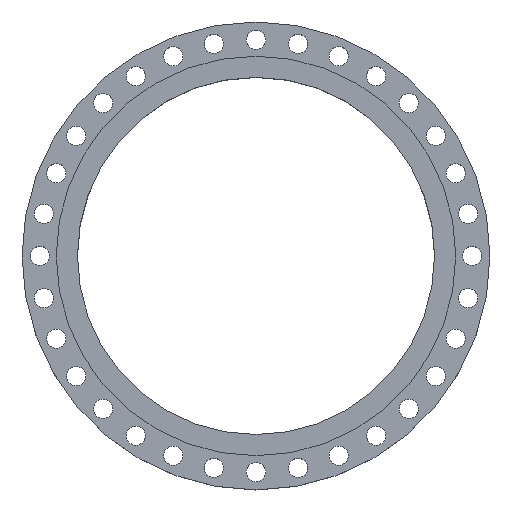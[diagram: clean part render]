
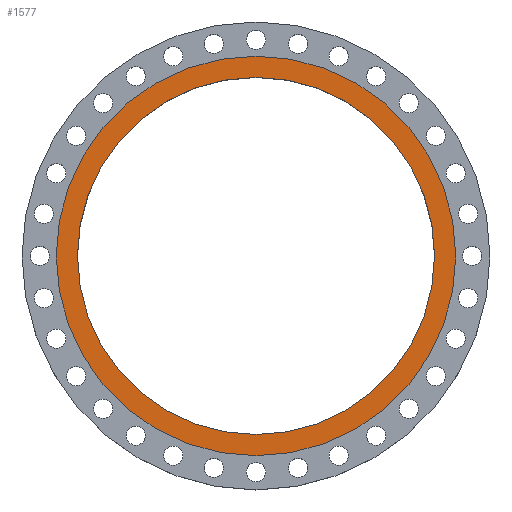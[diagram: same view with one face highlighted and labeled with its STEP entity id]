
A CAD part, top view. The second image highlights one B-rep face of the part: STEP entity #1577.
In plain terms, the highlighted planar face has unit normal (0, 0, 1).
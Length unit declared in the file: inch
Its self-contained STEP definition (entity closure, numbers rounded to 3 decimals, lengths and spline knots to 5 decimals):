
#135 = ORIENTED_EDGE ( 'NONE', *, *, #1321, .F. ) ;
#173 = DIRECTION ( 'NONE',  ( 1., 0., 0. ) ) ;
#247 = ORIENTED_EDGE ( 'NONE', *, *, #925, .T. ) ;
#262 = DIRECTION ( 'NONE',  ( 0., 0., 1. ) ) ;
#345 = CARTESIAN_POINT ( 'NONE',  ( -18.25, 0., 0. ) ) ;
#353 = AXIS2_PLACEMENT_3D ( 'NONE', #1101, #2238, #1132 ) ;
#366 = EDGE_CURVE ( 'NONE', #945, #870, #1737, .T. ) ;
#464 = FACE_OUTER_BOUND ( 'NONE', #2364, .T. ) ;
#547 = CARTESIAN_POINT ( 'NONE',  ( 0., 0., 0. ) ) ;
#576 = CARTESIAN_POINT ( 'NONE',  ( 16.3125, 0., 0. ) ) ;
#586 = CARTESIAN_POINT ( 'NONE',  ( -16.3125, 0., 0. ) ) ;
#685 = EDGE_LOOP ( 'NONE', ( #1917, #135 ) ) ;
#758 = VERTEX_POINT ( 'NONE', #576 ) ;
#870 = VERTEX_POINT ( 'NONE', #345 ) ;
#890 = AXIS2_PLACEMENT_3D ( 'NONE', #547, #1041, #1937 ) ;
#925 = EDGE_CURVE ( 'NONE', #870, #945, #2014, .T. ) ;
#945 = VERTEX_POINT ( 'NONE', #1924 ) ;
#1041 = DIRECTION ( 'NONE',  ( 0., 0., 1. ) ) ;
#1101 = CARTESIAN_POINT ( 'NONE',  ( 0., 16.3125, 0. ) ) ;
#1130 = AXIS2_PLACEMENT_3D ( 'NONE', #2722, #1444, #1650 ) ;
#1132 = DIRECTION ( 'NONE',  ( -1., 0., 0. ) ) ;
#1278 = CARTESIAN_POINT ( 'NONE',  ( 0., 0., 0. ) ) ;
#1321 = EDGE_CURVE ( 'NONE', #1766, #758, #1696, .T. ) ;
#1353 = PLANE ( 'NONE',  #353 ) ;
#1444 = DIRECTION ( 'NONE',  ( 0., 0., 1. ) ) ;
#1577 = ADVANCED_FACE ( 'NONE', ( #2427, #464 ), #1353, .F. ) ;
#1611 = DIRECTION ( 'NONE',  ( 1., 0., 0. ) ) ;
#1650 = DIRECTION ( 'NONE',  ( 1., 0., 0. ) ) ;
#1695 = AXIS2_PLACEMENT_3D ( 'NONE', #1278, #2166, #173 ) ;
#1696 = CIRCLE ( 'NONE', #1130, 16.3125 ) ;
#1737 = CIRCLE ( 'NONE', #890, 18.25 ) ;
#1766 = VERTEX_POINT ( 'NONE', #586 ) ;
#1916 = CIRCLE ( 'NONE', #2839, 16.3125 ) ;
#1917 = ORIENTED_EDGE ( 'NONE', *, *, #2524, .F. ) ;
#1924 = CARTESIAN_POINT ( 'NONE',  ( 18.25, 0., 0. ) ) ;
#1937 = DIRECTION ( 'NONE',  ( 1., 0., 0. ) ) ;
#1948 = ORIENTED_EDGE ( 'NONE', *, *, #366, .T. ) ;
#2014 = CIRCLE ( 'NONE', #1695, 18.25 ) ;
#2166 = DIRECTION ( 'NONE',  ( 0., 0., 1. ) ) ;
#2238 = DIRECTION ( 'NONE',  ( 0., 0., -1. ) ) ;
#2251 = CARTESIAN_POINT ( 'NONE',  ( 0., 0., 0. ) ) ;
#2364 = EDGE_LOOP ( 'NONE', ( #1948, #247 ) ) ;
#2427 = FACE_BOUND ( 'NONE', #685, .T. ) ;
#2524 = EDGE_CURVE ( 'NONE', #758, #1766, #1916, .T. ) ;
#2722 = CARTESIAN_POINT ( 'NONE',  ( 0., 0., 0. ) ) ;
#2839 = AXIS2_PLACEMENT_3D ( 'NONE', #2251, #262, #1611 ) ;
